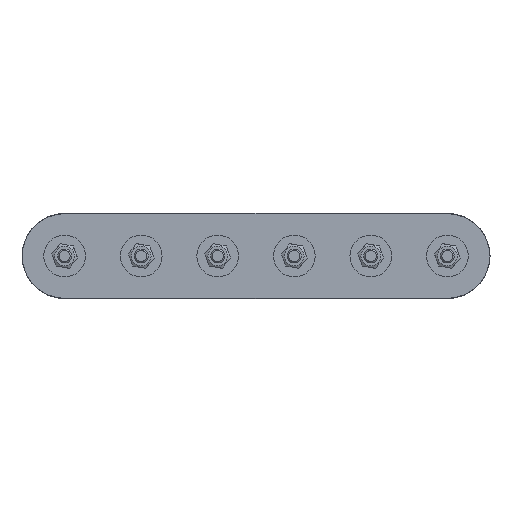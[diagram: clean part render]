
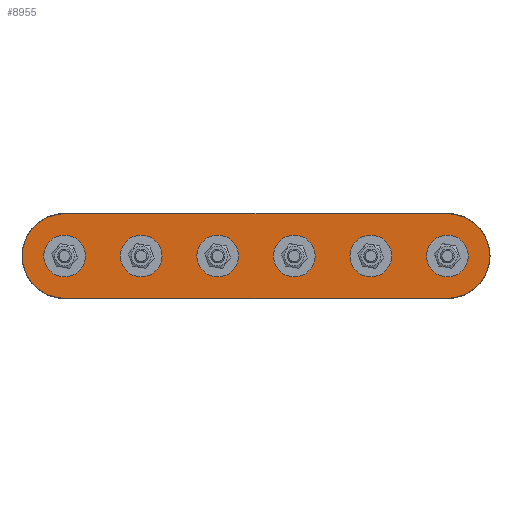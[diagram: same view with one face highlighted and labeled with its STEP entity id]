
A CAD part, front view. The second image highlights one B-rep face of the part: STEP entity #8955.
In plain terms, the highlighted planar face has unit normal (0, -1, 0).
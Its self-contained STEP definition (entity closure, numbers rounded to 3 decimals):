
#658=FACE_BOUND('',#2917,.T.);
#659=FACE_BOUND('',#2918,.T.);
#660=FACE_BOUND('',#2919,.T.);
#661=FACE_BOUND('',#2920,.T.);
#662=FACE_BOUND('',#2921,.T.);
#663=FACE_BOUND('',#2922,.T.);
#801=PLANE('',#10340);
#983=LINE('',#16417,#1181);
#984=LINE('',#16420,#1182);
#1181=VECTOR('',#13267,10.);
#1182=VECTOR('',#13270,10.);
#1887=FACE_OUTER_BOUND('',#2916,.T.);
#2916=EDGE_LOOP('',(#7832,#7833,#7834,#7835));
#2917=EDGE_LOOP('',(#7836));
#2918=EDGE_LOOP('',(#7837));
#2919=EDGE_LOOP('',(#7838));
#2920=EDGE_LOOP('',(#7839));
#2921=EDGE_LOOP('',(#7840));
#2922=EDGE_LOOP('',(#7841));
#3077=CIRCLE('',#9192,4.);
#3200=CIRCLE('',#9417,4.);
#3323=CIRCLE('',#9642,4.);
#3446=CIRCLE('',#9867,4.);
#3569=CIRCLE('',#10092,4.);
#3698=CIRCLE('',#10324,4.);
#3704=CIRCLE('',#10341,24.3);
#3705=CIRCLE('',#10342,24.3);
#3853=VERTEX_POINT('',#13786);
#3994=VERTEX_POINT('',#14286);
#4135=VERTEX_POINT('',#14786);
#4276=VERTEX_POINT('',#15286);
#4417=VERTEX_POINT('',#15786);
#4570=VERTEX_POINT('',#16354);
#4582=VERTEX_POINT('',#16413);
#4583=VERTEX_POINT('',#16414);
#4584=VERTEX_POINT('',#16416);
#4585=VERTEX_POINT('',#16418);
#4755=EDGE_CURVE('',#3853,#3853,#3077,.T.);
#4933=EDGE_CURVE('',#3994,#3994,#3200,.T.);
#5111=EDGE_CURVE('',#4135,#4135,#3323,.T.);
#5289=EDGE_CURVE('',#4276,#4276,#3446,.T.);
#5467=EDGE_CURVE('',#4417,#4417,#3569,.T.);
#5659=EDGE_CURVE('',#4570,#4570,#3698,.T.);
#5680=EDGE_CURVE('',#4582,#4583,#3704,.T.);
#5681=EDGE_CURVE('',#4584,#4582,#983,.T.);
#5682=EDGE_CURVE('',#4585,#4584,#3705,.T.);
#5683=EDGE_CURVE('',#4583,#4585,#984,.T.);
#7832=ORIENTED_EDGE('',*,*,#5680,.F.);
#7833=ORIENTED_EDGE('',*,*,#5681,.F.);
#7834=ORIENTED_EDGE('',*,*,#5682,.F.);
#7835=ORIENTED_EDGE('',*,*,#5683,.F.);
#7836=ORIENTED_EDGE('',*,*,#4755,.T.);
#7837=ORIENTED_EDGE('',*,*,#4933,.T.);
#7838=ORIENTED_EDGE('',*,*,#5111,.T.);
#7839=ORIENTED_EDGE('',*,*,#5289,.T.);
#7840=ORIENTED_EDGE('',*,*,#5467,.T.);
#7841=ORIENTED_EDGE('',*,*,#5659,.T.);
#8955=ADVANCED_FACE('',(#1887,#658,#659,#660,#661,#662,#663),#801,.T.);
#9192=AXIS2_PLACEMENT_3D('',#13788,#10813,#10814);
#9417=AXIS2_PLACEMENT_3D('',#14288,#11292,#11293);
#9642=AXIS2_PLACEMENT_3D('',#14788,#11771,#11772);
#9867=AXIS2_PLACEMENT_3D('',#15288,#12250,#12251);
#10092=AXIS2_PLACEMENT_3D('',#15788,#12729,#12730);
#10324=AXIS2_PLACEMENT_3D('',#16356,#13223,#13224);
#10340=AXIS2_PLACEMENT_3D('',#16412,#13263,#13264);
#10341=AXIS2_PLACEMENT_3D('',#16415,#13265,#13266);
#10342=AXIS2_PLACEMENT_3D('',#16419,#13268,#13269);
#10813=DIRECTION('center_axis',(0.,1.,0.));
#10814=DIRECTION('ref_axis',(0.985,0.,-0.174));
#11292=DIRECTION('center_axis',(0.,1.,0.));
#11293=DIRECTION('ref_axis',(0.985,0.,-0.174));
#11771=DIRECTION('center_axis',(0.,1.,0.));
#11772=DIRECTION('ref_axis',(0.985,0.,-0.174));
#12250=DIRECTION('center_axis',(0.,1.,0.));
#12251=DIRECTION('ref_axis',(0.985,0.,-0.174));
#12729=DIRECTION('center_axis',(0.,1.,0.));
#12730=DIRECTION('ref_axis',(-0.985,0.,0.174));
#13223=DIRECTION('center_axis',(0.,1.,0.));
#13224=DIRECTION('ref_axis',(0.985,0.,-0.174));
#13263=DIRECTION('center_axis',(0.,-1.,0.));
#13264=DIRECTION('ref_axis',(1.,0.,0.));
#13265=DIRECTION('center_axis',(0.,1.,0.));
#13266=DIRECTION('ref_axis',(-1.,0.,0.));
#13267=DIRECTION('',(-1.,0.,0.));
#13268=DIRECTION('center_axis',(0.,1.,0.));
#13269=DIRECTION('ref_axis',(1.,0.,0.));
#13270=DIRECTION('',(1.,0.,0.));
#13786=CARTESIAN_POINT('',(106.061,0.,0.695));
#13788=CARTESIAN_POINT('Origin',(110.,0.,0.));
#14286=CARTESIAN_POINT('',(62.061,0.,0.695));
#14288=CARTESIAN_POINT('Origin',(66.,0.,0.));
#14786=CARTESIAN_POINT('',(18.061,0.,0.695));
#14788=CARTESIAN_POINT('Origin',(22.,0.,0.));
#15286=CARTESIAN_POINT('',(-25.939,0.,0.695));
#15288=CARTESIAN_POINT('Origin',(-22.,0.,0.));
#15786=CARTESIAN_POINT('',(-62.061,0.,-0.695));
#15788=CARTESIAN_POINT('Origin',(-66.,0.,0.));
#16354=CARTESIAN_POINT('',(-113.939,0.,0.695));
#16356=CARTESIAN_POINT('Origin',(-110.,0.,0.));
#16412=CARTESIAN_POINT('Origin',(66.,0.,0.));
#16413=CARTESIAN_POINT('',(-110.,0.,-24.3));
#16414=CARTESIAN_POINT('',(-110.,0.,24.3));
#16415=CARTESIAN_POINT('Origin',(-110.,0.,0.));
#16416=CARTESIAN_POINT('',(110.,0.,-24.3));
#16417=CARTESIAN_POINT('',(44.,0.,-24.3));
#16418=CARTESIAN_POINT('',(110.,0.,24.3));
#16419=CARTESIAN_POINT('Origin',(110.,0.,0.));
#16420=CARTESIAN_POINT('',(88.,0.,24.3));
